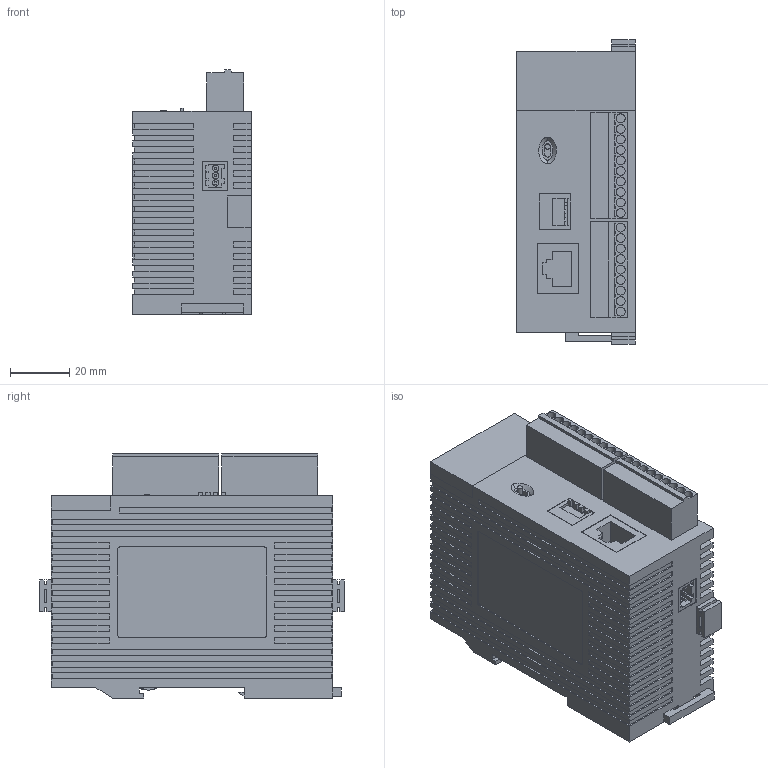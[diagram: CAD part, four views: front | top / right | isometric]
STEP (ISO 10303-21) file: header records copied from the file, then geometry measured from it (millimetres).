
FILE_DESCRIPTION (( 'STEP AP203' ), '1' );
FILE_NAME ('Ïðîãðàììèðóåìûé êîíòðîëëåð F100 10 â-â N PRO-Logic EKF PROxima (Haiwell AC12MOR).STEP', '2021-09-29T13:29:52', ( '' ), ( '' ), 'SwSTEP 2.0', 'SolidWorks 2021', '' );
FILE_SCHEMA (( 'CONFIG_CONTROL_DESIGN' ));
Length unit declared in the file: millimetre
Products named in the file (1): Ïðîãðàììèðóåìûé êîíòðîëëåð F100 10 â-â N PRO-Logic EKF PROxima (Haiwell AC12MOR)
Bounding box: 40 x 103 x 82.5 mm (x, y, z)
Volume: 254529.5 mm3; surface area: 41227.2 mm2
Topology: 7 solids, 7 shells, 743 faces, 1998 edges, 1315 vertices
Faces by surface type: plane 674, cylinder 67, bspline 2
Entity records: 23928 total; most frequent: CARTESIAN_POINT 5108, ORIENTED_EDGE 3996, DIRECTION 3610, EDGE_CURVE 1998, LINE 1858, VECTOR 1858, VERTEX_POINT 1315, AXIS2_PLACEMENT_3D 876
